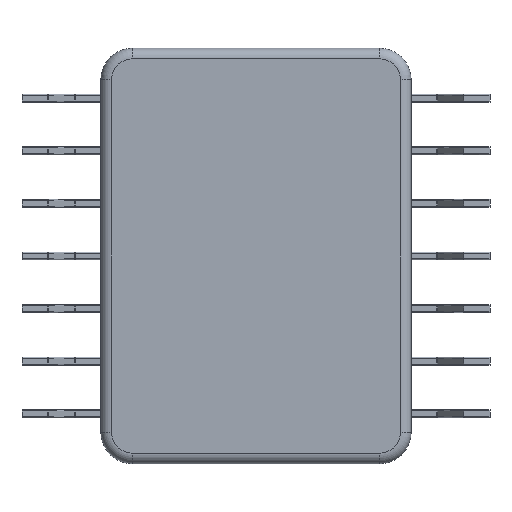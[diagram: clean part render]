
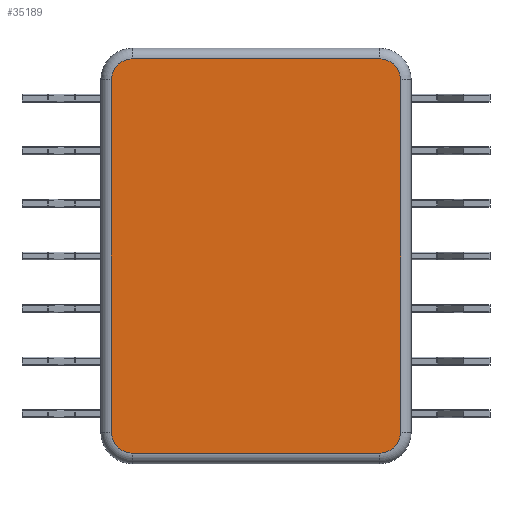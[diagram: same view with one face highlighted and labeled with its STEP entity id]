
A CAD part, front view. The second image highlights one B-rep face of the part: STEP entity #35189.
In plain terms, the highlighted planar face has unit normal (0, -1, 0).
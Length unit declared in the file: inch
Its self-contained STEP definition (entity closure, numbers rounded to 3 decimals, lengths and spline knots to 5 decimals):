
#793 = DIRECTION ( 'NONE',  ( 0., 0., 1. ) ) ;
#899 = VERTEX_POINT ( 'NONE', #40983 ) ;
#1322 = AXIS2_PLACEMENT_3D ( 'NONE', #8258, #24400, #40909 ) ;
#1837 = EDGE_CURVE ( 'NONE', #18697, #39564, #25292, .T. ) ;
#1844 = ORIENTED_EDGE ( 'NONE', *, *, #1871, .T. ) ;
#1871 = EDGE_CURVE ( 'NONE', #35395, #33707, #8927, .T. ) ;
#2915 = EDGE_CURVE ( 'NONE', #38002, #7240, #9259, .T. ) ;
#4024 = EDGE_CURVE ( 'NONE', #33707, #899, #22321, .T. ) ;
#4662 = DIRECTION ( 'NONE',  ( -1., 0., 0. ) ) ;
#4891 = CARTESIAN_POINT ( 'NONE',  ( 0.02655, -0.32715, -0.58961 ) ) ;
#6186 = CARTESIAN_POINT ( 'NONE',  ( -0.52345, -0.32715, 0.08039 ) ) ;
#7240 = VERTEX_POINT ( 'NONE', #28351 ) ;
#8258 = CARTESIAN_POINT ( 'NONE',  ( -0.01345, -0.32715, 0.08039 ) ) ;
#8927 = LINE ( 'NONE', #6186, #22587 ) ;
#9259 = CIRCLE ( 'NONE', #41753, 0.04 ) ;
#9501 = ORIENTED_EDGE ( 'NONE', *, *, #2915, .T. ) ;
#9719 = DIRECTION ( 'NONE',  ( 0., -1., 0. ) ) ;
#9926 = CARTESIAN_POINT ( 'NONE',  ( -0.48345, -0.32715, 0.08039 ) ) ;
#10902 = VERTEX_POINT ( 'NONE', #37238 ) ;
#12842 = CARTESIAN_POINT ( 'NONE',  ( -0.48345, -0.32715, -0.58961 ) ) ;
#13273 = DIRECTION ( 'NONE',  ( 0., 0., 1. ) ) ;
#13776 = AXIS2_PLACEMENT_3D ( 'NONE', #25037, #28204, #35190 ) ;
#14217 = CIRCLE ( 'NONE', #24413, 0.04 ) ;
#15331 = VECTOR ( 'NONE', #29489, 39.37008 ) ;
#16548 = LINE ( 'NONE', #26505, #15331 ) ;
#17125 = LINE ( 'NONE', #24530, #26452 ) ;
#18436 = DIRECTION ( 'NONE',  ( 0., -1., 0. ) ) ;
#18697 = VERTEX_POINT ( 'NONE', #22773 ) ;
#19506 = ORIENTED_EDGE ( 'NONE', *, *, #4024, .T. ) ;
#19591 = PLANE ( 'NONE',  #1322 ) ;
#19864 = ORIENTED_EDGE ( 'NONE', *, *, #33772, .T. ) ;
#20531 = CARTESIAN_POINT ( 'NONE',  ( -0.52345, -0.32715, 0.08039 ) ) ;
#20657 = EDGE_LOOP ( 'NONE', ( #36395, #28138, #9501, #22358, #39686, #1844, #19506, #19864 ) ) ;
#22221 = CARTESIAN_POINT ( 'NONE',  ( -0.01345, -0.32715, 0.08039 ) ) ;
#22321 = CIRCLE ( 'NONE', #24377, 0.04 ) ;
#22358 = ORIENTED_EDGE ( 'NONE', *, *, #29346, .T. ) ;
#22587 = VECTOR ( 'NONE', #32042, 39.37008 ) ;
#22773 = CARTESIAN_POINT ( 'NONE',  ( -0.01345, -0.32715, -0.62961 ) ) ;
#24081 = DIRECTION ( 'NONE',  ( 0., 0., 1. ) ) ;
#24377 = AXIS2_PLACEMENT_3D ( 'NONE', #12842, #29402, #24081 ) ;
#24400 = DIRECTION ( 'NONE',  ( 0., 1., 0. ) ) ;
#24413 = AXIS2_PLACEMENT_3D ( 'NONE', #9926, #9719, #13273 ) ;
#24530 = CARTESIAN_POINT ( 'NONE',  ( -0.01345, -0.32715, 0.12039 ) ) ;
#25037 = CARTESIAN_POINT ( 'NONE',  ( -0.01345, -0.32715, -0.58961 ) ) ;
#25292 = CIRCLE ( 'NONE', #13776, 0.04 ) ;
#25942 = CARTESIAN_POINT ( 'NONE',  ( 0.02655, -0.32715, 0.08039 ) ) ;
#26452 = VECTOR ( 'NONE', #4662, 39.37008 ) ;
#26505 = CARTESIAN_POINT ( 'NONE',  ( -0.01345, -0.32715, -0.62961 ) ) ;
#27748 = EDGE_CURVE ( 'NONE', #10902, #35395, #14217, .T. ) ;
#28138 = ORIENTED_EDGE ( 'NONE', *, *, #35181, .T. ) ;
#28204 = DIRECTION ( 'NONE',  ( 0., -1., 0. ) ) ;
#28300 = VECTOR ( 'NONE', #793, 39.37008 ) ;
#28351 = CARTESIAN_POINT ( 'NONE',  ( -0.01345, -0.32715, 0.12039 ) ) ;
#29346 = EDGE_CURVE ( 'NONE', #7240, #10902, #17125, .T. ) ;
#29402 = DIRECTION ( 'NONE',  ( 0., -1., 0. ) ) ;
#29489 = DIRECTION ( 'NONE',  ( 1., 0., 0. ) ) ;
#29771 = LINE ( 'NONE', #25942, #28300 ) ;
#32042 = DIRECTION ( 'NONE',  ( 0., 0., -1. ) ) ;
#32524 = FACE_OUTER_BOUND ( 'NONE', #20657, .T. ) ;
#32665 = CARTESIAN_POINT ( 'NONE',  ( -0.52345, -0.32715, -0.58961 ) ) ;
#33707 = VERTEX_POINT ( 'NONE', #32665 ) ;
#33772 = EDGE_CURVE ( 'NONE', #899, #18697, #16548, .T. ) ;
#33775 = CARTESIAN_POINT ( 'NONE',  ( 0.02655, -0.32715, 0.08039 ) ) ;
#35148 = DIRECTION ( 'NONE',  ( 0., 0., 1. ) ) ;
#35181 = EDGE_CURVE ( 'NONE', #39564, #38002, #29771, .T. ) ;
#35189 = ADVANCED_FACE ( 'NONE', ( #32524 ), #19591, .F. ) ;
#35190 = DIRECTION ( 'NONE',  ( 0., 0., 1. ) ) ;
#35395 = VERTEX_POINT ( 'NONE', #20531 ) ;
#36395 = ORIENTED_EDGE ( 'NONE', *, *, #1837, .T. ) ;
#37238 = CARTESIAN_POINT ( 'NONE',  ( -0.48345, -0.32715, 0.12039 ) ) ;
#38002 = VERTEX_POINT ( 'NONE', #33775 ) ;
#39564 = VERTEX_POINT ( 'NONE', #4891 ) ;
#39686 = ORIENTED_EDGE ( 'NONE', *, *, #27748, .T. ) ;
#40909 = DIRECTION ( 'NONE',  ( 0., 0., 1. ) ) ;
#40983 = CARTESIAN_POINT ( 'NONE',  ( -0.48345, -0.32715, -0.62961 ) ) ;
#41753 = AXIS2_PLACEMENT_3D ( 'NONE', #22221, #18436, #35148 ) ;
